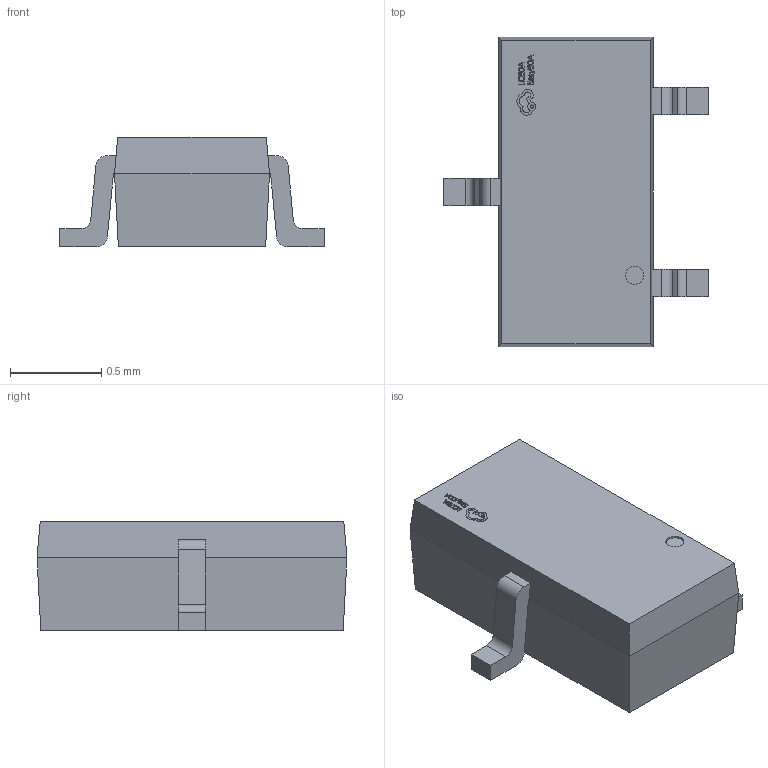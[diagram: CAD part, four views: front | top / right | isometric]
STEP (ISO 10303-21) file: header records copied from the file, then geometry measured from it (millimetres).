
FILE_DESCRIPTION (( 'STEP AP214' ), '1' );
FILE_NAME ('SOT-523-3_L1.6-W0.8-P0.50-LS1.6-BR.step', '2022-07-26T11:14:35', ( '' ), ( '' ), 'SwSTEP 2.0', 'SolidWorks 2020', '' );
FILE_SCHEMA (( 'AUTOMOTIVE_DESIGN' ));
Length unit declared in the file: millimetre
Products named in the file (1): SOT-523-3_L1.6-W0.8-P0.50-LS1.6-BR
Bounding box: 1.45 x 1.7 x 0.6 mm (x, y, z)
Volume: 0.9 mm3; surface area: 6.7 mm2
Topology: 14 solids, 14 shells, 336 faces, 890 edges, 590 vertices
Faces by surface type: plane 214, bspline 111, cylinder 11
Entity records: 14891 total; most frequent: CARTESIAN_POINT 3508, ORIENTED_EDGE 1780, DIRECTION 1097, EDGE_CURVE 890, VECTOR 601, LINE 601, VERTEX_POINT 590, EDGE_LOOP 356
